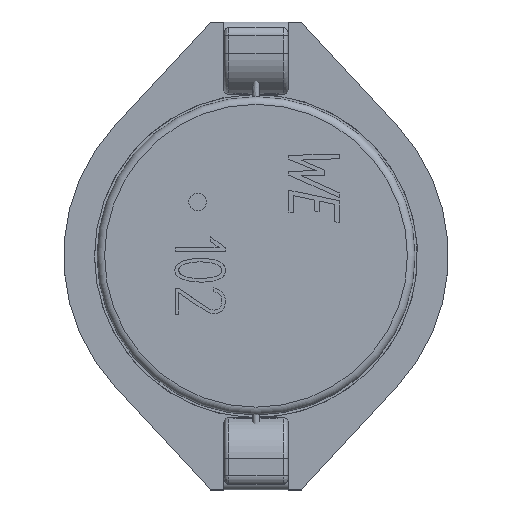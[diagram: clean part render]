
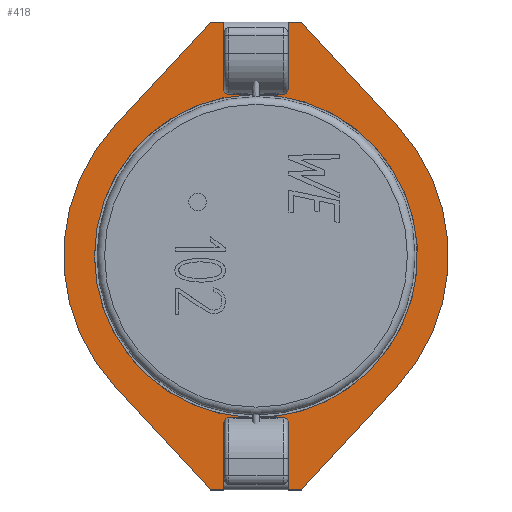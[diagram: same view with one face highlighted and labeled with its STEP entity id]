
A CAD part, top view. The second image highlights one B-rep face of the part: STEP entity #418.
In plain terms, the highlighted planar face has unit normal (0, 0, 1).
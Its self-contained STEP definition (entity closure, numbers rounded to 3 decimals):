
#418 = ADVANCED_FACE( '', ( #744, #745 ), #746, .T. );
#744 = FACE_OUTER_BOUND( '', #1085, .T. );
#745 = FACE_BOUND( '', #1086, .T. );
#746 = PLANE( '', #1087 );
#1085 = EDGE_LOOP( '', ( #6187, #6188, #6189, #6190, #6191, #6192, #6193, #6194, #6195, #6196, #6197, #6198, #6199, #6200, #6201, #6202 ) );
#1086 = EDGE_LOOP( '', ( #6203 ) );
#1087 = AXIS2_PLACEMENT_3D( '', #6204, #6205, #6206 );
#6187 = ORIENTED_EDGE( '', *, *, #7106, .T. );
#6188 = ORIENTED_EDGE( '', *, *, #7133, .T. );
#6189 = ORIENTED_EDGE( '', *, *, #7145, .T. );
#6190 = ORIENTED_EDGE( '', *, *, #7147, .T. );
#6191 = ORIENTED_EDGE( '', *, *, #7149, .T. );
#6192 = ORIENTED_EDGE( '', *, *, #7153, .T. );
#6193 = ORIENTED_EDGE( '', *, *, #7120, .F. );
#6194 = ORIENTED_EDGE( '', *, *, #7154, .F. );
#6195 = ORIENTED_EDGE( '', *, *, #7124, .T. );
#6196 = ORIENTED_EDGE( '', *, *, #7150, .T. );
#6197 = ORIENTED_EDGE( '', *, *, #7152, .T. );
#6198 = ORIENTED_EDGE( '', *, *, #7137, .T. );
#6199 = ORIENTED_EDGE( '', *, *, #7141, .T. );
#6200 = ORIENTED_EDGE( '', *, *, #7143, .T. );
#6201 = ORIENTED_EDGE( '', *, *, #7155, .F. );
#6202 = ORIENTED_EDGE( '', *, *, #7132, .F. );
#6203 = ORIENTED_EDGE( '', *, *, #7139, .T. );
#6204 = CARTESIAN_POINT( '', ( 0., 0., 0.64 ) );
#6205 = DIRECTION( '', ( 0., 0., 1. ) );
#6206 = DIRECTION( '', ( 1., 0., 0. ) );
#7106 = EDGE_CURVE( '', #7497, #7495, #7498, .T. );
#7120 = EDGE_CURVE( '', #7520, #7522, #7523, .T. );
#7124 = EDGE_CURVE( '', #7528, #7526, #7529, .T. );
#7132 = EDGE_CURVE( '', #7497, #7539, #7541, .T. );
#7133 = EDGE_CURVE( '', #7495, #7542, #7543, .T. );
#7137 = EDGE_CURVE( '', #7549, #7547, #7550, .T. );
#7139 = EDGE_CURVE( '', #7552, #7552, #7553, .T. );
#7141 = EDGE_CURVE( '', #7547, #7554, #7556, .T. );
#7143 = EDGE_CURVE( '', #7554, #7557, #7559, .T. );
#7145 = EDGE_CURVE( '', #7542, #7560, #7562, .T. );
#7147 = EDGE_CURVE( '', #7560, #7563, #7565, .T. );
#7149 = EDGE_CURVE( '', #7563, #7566, #7568, .T. );
#7150 = EDGE_CURVE( '', #7526, #7569, #7570, .T. );
#7152 = EDGE_CURVE( '', #7569, #7549, #7572, .T. );
#7153 = EDGE_CURVE( '', #7566, #7522, #7573, .T. );
#7154 = EDGE_CURVE( '', #7528, #7520, #7574, .T. );
#7155 = EDGE_CURVE( '', #7539, #7557, #7575, .T. );
#7495 = VERTEX_POINT( '', #7993 );
#7497 = VERTEX_POINT( '', #7996 );
#7498 = LINE( '', #7997, #7998 );
#7520 = VERTEX_POINT( '', #8030 );
#7522 = VERTEX_POINT( '', #8033 );
#7523 = LINE( '', #8034, #8035 );
#7526 = VERTEX_POINT( '', #8040 );
#7528 = VERTEX_POINT( '', #8043 );
#7529 = LINE( '', #8044, #8045 );
#7539 = VERTEX_POINT( '', #8059 );
#7541 = LINE( '', #8062, #8063 );
#7542 = VERTEX_POINT( '', #8064 );
#7543 = LINE( '', #8065, #8066 );
#7547 = VERTEX_POINT( '', #8071 );
#7549 = VERTEX_POINT( '', #8074 );
#7550 = CIRCLE( '', #8075, 7.62 );
#7552 = VERTEX_POINT( '', #8078 );
#7553 = CIRCLE( '', #8079, 6.4 );
#7554 = VERTEX_POINT( '', #8080 );
#7556 = LINE( '', #8083, #8084 );
#7557 = VERTEX_POINT( '', #8085 );
#7559 = LINE( '', #8088, #8089 );
#7560 = VERTEX_POINT( '', #8090 );
#7562 = LINE( '', #8093, #8094 );
#7563 = VERTEX_POINT( '', #8095 );
#7565 = CIRCLE( '', #8098, 7.62 );
#7566 = VERTEX_POINT( '', #8099 );
#7568 = LINE( '', #8102, #8103 );
#7569 = VERTEX_POINT( '', #8104 );
#7570 = LINE( '', #8105, #8106 );
#7572 = LINE( '', #8109, #8110 );
#7573 = LINE( '', #8111, #8112 );
#7574 = LINE( '', #8113, #8114 );
#7575 = LINE( '', #8115, #8116 );
#7993 = CARTESIAN_POINT( '', ( -1.27, 9.27, 0.64 ) );
#7996 = CARTESIAN_POINT( '', ( -1.27, 9.02, 0.64 ) );
#7997 = CARTESIAN_POINT( '', ( -1.27, 9.02, 0.64 ) );
#7998 = VECTOR( '', #9427, 1000. );
#8030 = CARTESIAN_POINT( '', ( -1.27, -9.02, 0.64 ) );
#8033 = CARTESIAN_POINT( '', ( -1.27, -9.27, 0.64 ) );
#8034 = CARTESIAN_POINT( '', ( -1.27, -9.02, 0.64 ) );
#8035 = VECTOR( '', #9445, 1000. );
#8040 = CARTESIAN_POINT( '', ( 1.27, -9.27, 0.64 ) );
#8043 = CARTESIAN_POINT( '', ( 1.27, -9.02, 0.64 ) );
#8044 = CARTESIAN_POINT( '', ( 1.27, -9.02, 0.64 ) );
#8045 = VECTOR( '', #9449, 1000. );
#8059 = CARTESIAN_POINT( '', ( 1.27, 9.02, 0.64 ) );
#8062 = CARTESIAN_POINT( '', ( -1.27, 9.02, 0.64 ) );
#8063 = VECTOR( '', #9461, 1000. );
#8064 = CARTESIAN_POINT( '', ( -1.8, 9.27, 0.64 ) );
#8065 = CARTESIAN_POINT( '', ( 1.8, 9.27, 0.64 ) );
#8066 = VECTOR( '', #9462, 1000. );
#8071 = CARTESIAN_POINT( '', ( 5.59, 5.178, 0.64 ) );
#8074 = CARTESIAN_POINT( '', ( 5.59, -5.178, 0.64 ) );
#8075 = AXIS2_PLACEMENT_3D( '', #9468, #9469, #9470 );
#8078 = CARTESIAN_POINT( '', ( -4.349, -4.695, 0.64 ) );
#8079 = AXIS2_PLACEMENT_3D( '', #9472, #9473, #9474 );
#8080 = CARTESIAN_POINT( '', ( 1.8, 9.27, 0.64 ) );
#8083 = CARTESIAN_POINT( '', ( 1.8, 9.27, 0.64 ) );
#8084 = VECTOR( '', #9476, 1000. );
#8085 = CARTESIAN_POINT( '', ( 1.27, 9.27, 0.64 ) );
#8088 = CARTESIAN_POINT( '', ( 1.8, 9.27, 0.64 ) );
#8089 = VECTOR( '', #9478, 1000. );
#8090 = CARTESIAN_POINT( '', ( -5.59, 5.178, 0.64 ) );
#8093 = CARTESIAN_POINT( '', ( -1.8, 9.27, 0.64 ) );
#8094 = VECTOR( '', #9480, 1000. );
#8095 = CARTESIAN_POINT( '', ( -5.59, -5.178, 0.64 ) );
#8098 = AXIS2_PLACEMENT_3D( '', #9482, #9483, #9484 );
#8099 = CARTESIAN_POINT( '', ( -1.8, -9.27, 0.64 ) );
#8102 = CARTESIAN_POINT( '', ( -1.8, -9.27, 0.64 ) );
#8103 = VECTOR( '', #9486, 1000. );
#8104 = CARTESIAN_POINT( '', ( 1.8, -9.27, 0.64 ) );
#8105 = CARTESIAN_POINT( '', ( 1.8, -9.27, 0.64 ) );
#8106 = VECTOR( '', #9487, 1000. );
#8109 = CARTESIAN_POINT( '', ( 1.8, -9.27, 0.64 ) );
#8110 = VECTOR( '', #9489, 1000. );
#8111 = CARTESIAN_POINT( '', ( 1.8, -9.27, 0.64 ) );
#8112 = VECTOR( '', #9490, 1000. );
#8113 = CARTESIAN_POINT( '', ( 1.27, -9.02, 0.64 ) );
#8114 = VECTOR( '', #9491, 1000. );
#8115 = CARTESIAN_POINT( '', ( 1.27, 9.02, 0.64 ) );
#8116 = VECTOR( '', #9492, 1000. );
#9427 = DIRECTION( '', ( 0., 1., 0. ) );
#9445 = DIRECTION( '', ( 0., -1., 0. ) );
#9449 = DIRECTION( '', ( 0., -1., 0. ) );
#9461 = DIRECTION( '', ( 1., 0., 0. ) );
#9462 = DIRECTION( '', ( -1., 0., 0. ) );
#9468 = CARTESIAN_POINT( '', ( 0., 0., 0.64 ) );
#9469 = DIRECTION( '', ( 0., 0., 1. ) );
#9470 = DIRECTION( '', ( -0.68, -0.734, 0. ) );
#9472 = CARTESIAN_POINT( '', ( 0., 0., 0.64 ) );
#9473 = DIRECTION( '', ( 0., 0., -1. ) );
#9474 = DIRECTION( '', ( -0.68, -0.734, 0. ) );
#9476 = DIRECTION( '', ( -0.68, 0.734, 0. ) );
#9478 = DIRECTION( '', ( -1., 0., 0. ) );
#9480 = DIRECTION( '', ( -0.68, -0.734, 0. ) );
#9482 = CARTESIAN_POINT( '', ( 0., 0., 0.64 ) );
#9483 = DIRECTION( '', ( 0., 0., 1. ) );
#9484 = DIRECTION( '', ( -0.68, -0.734, 0. ) );
#9486 = DIRECTION( '', ( 0.68, -0.734, 0. ) );
#9487 = DIRECTION( '', ( 1., 0., 0. ) );
#9489 = DIRECTION( '', ( 0.68, 0.734, 0. ) );
#9490 = DIRECTION( '', ( 1., 0., 0. ) );
#9491 = DIRECTION( '', ( -1., 0., 0. ) );
#9492 = DIRECTION( '', ( 0., 1., 0. ) );
